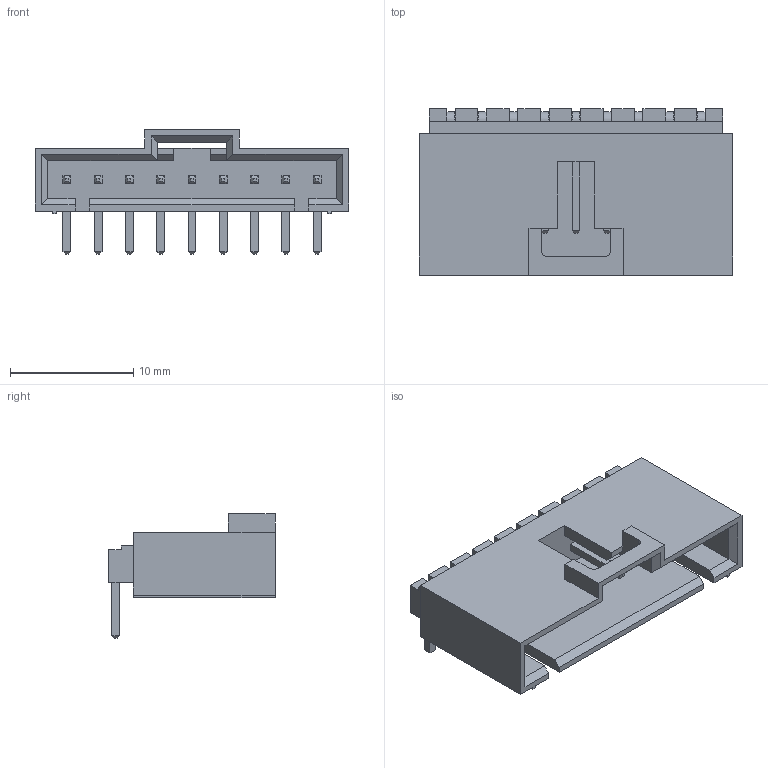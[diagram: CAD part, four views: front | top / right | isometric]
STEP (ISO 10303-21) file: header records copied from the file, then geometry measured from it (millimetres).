
FILE_DESCRIPTION (( 'STEP AP214' ), '1' );
FILE_NAME ('MX2.54-9R.STEP', '2020-11-11T07:17:29', ( 'Bee-bee-mama' ), ( '' ), 'SwSTEP 2.0', 'SolidWorks 2018', '' );
FILE_SCHEMA (( 'AUTOMOTIVE_DESIGN' ));
Length unit declared in the file: millimetre
Products named in the file (1): MX2.54-9R
Bounding box: 25.41 x 13.5 x 10.1 mm (x, y, z)
Volume: 939.7 mm3; surface area: 1846.1 mm2
Topology: 1 solids, 1 shells, 295 faces, 710 edges, 434 vertices
Faces by surface type: plane 266, bspline 18, cylinder 11
Entity records: 11216 total; most frequent: CARTESIAN_POINT 2214, ORIENTED_EDGE 1420, DIRECTION 1306, EDGE_CURVE 710, LINE 670, VECTOR 670, VERTEX_POINT 434, AXIS2_PLACEMENT_3D 318
